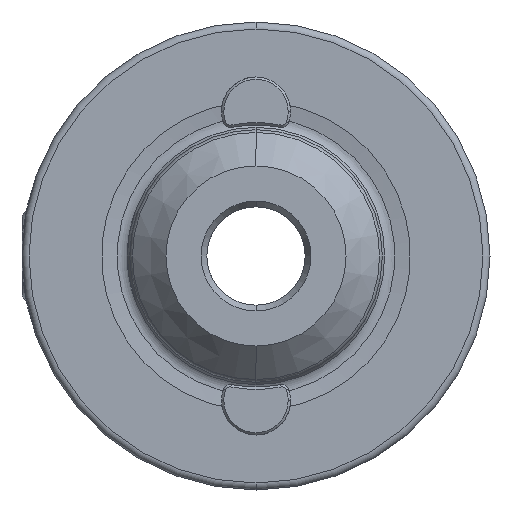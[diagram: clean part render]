
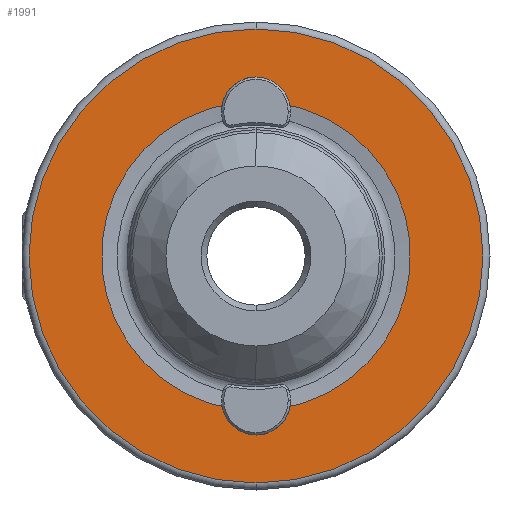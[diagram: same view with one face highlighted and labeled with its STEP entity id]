
A CAD part, left-side view. The second image highlights one B-rep face of the part: STEP entity #1991.
In plain terms, the highlighted planar face has unit normal (-1, 0, 0).
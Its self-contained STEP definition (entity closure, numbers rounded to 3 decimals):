
#107 = CIRCLE ( 'NONE', #918, 6.603 ) ;
#117 = DIRECTION ( 'NONE',  ( -1., 0., 0. ) ) ;
#145 = DIRECTION ( 'NONE',  ( -1., 0., 0. ) ) ;
#220 = DIRECTION ( 'NONE',  ( 0., 0., 1. ) ) ;
#227 = DIRECTION ( 'NONE',  ( -1., 0., 0. ) ) ;
#233 = DIRECTION ( 'NONE',  ( 0., 0., 1. ) ) ;
#237 = CARTESIAN_POINT ( 'NONE',  ( 0., 0.894, 6.543 ) ) ;
#239 = CARTESIAN_POINT ( 'NONE',  ( 0., 0., 0. ) ) ;
#365 = AXIS2_PLACEMENT_3D ( 'NONE', #858, #833, #821 ) ;
#487 = ORIENTED_EDGE ( 'NONE', *, *, #993, .F. ) ;
#527 = ORIENTED_EDGE ( 'NONE', *, *, #1286, .F. ) ;
#533 = ORIENTED_EDGE ( 'NONE', *, *, #780, .F. ) ;
#587 = CIRCLE ( 'NONE', #1571, 0.9 ) ;
#636 = DIRECTION ( 'NONE',  ( 0., 0., 1. ) ) ;
#647 = DIRECTION ( 'NONE',  ( -1., 0., 0. ) ) ;
#663 = CARTESIAN_POINT ( 'NONE',  ( 0., 0., 0. ) ) ;
#690 = CARTESIAN_POINT ( 'NONE',  ( 0., 0., -7.55 ) ) ;
#707 = ORIENTED_EDGE ( 'NONE', *, *, #2979, .F. ) ;
#763 = ORIENTED_EDGE ( 'NONE', *, *, #1020, .F. ) ;
#773 = VERTEX_POINT ( 'NONE', #1463 ) ;
#780 = EDGE_CURVE ( 'NONE', #3381, #773, #107, .T. ) ;
#811 = CARTESIAN_POINT ( 'NONE',  ( 0., 0., 7.55 ) ) ;
#821 = DIRECTION ( 'NONE',  ( 0., 0., -1. ) ) ;
#833 = DIRECTION ( 'NONE',  ( 1., 0., 0. ) ) ;
#840 = PLANE ( 'NONE',  #365 ) ;
#845 = CARTESIAN_POINT ( 'NONE',  ( 0., 0., -9.7 ) ) ;
#858 = CARTESIAN_POINT ( 'NONE',  ( 0., 0., -6.603 ) ) ;
#871 = ORIENTED_EDGE ( 'NONE', *, *, #2348, .T. ) ;
#918 = AXIS2_PLACEMENT_3D ( 'NONE', #1586, #3912, #1495 ) ;
#927 = ORIENTED_EDGE ( 'NONE', *, *, #1234, .T. ) ;
#993 = EDGE_CURVE ( 'NONE', #2024, #3254, #4327, .T. ) ;
#1020 = EDGE_CURVE ( 'NONE', #2920, #4448, #4250, .T. ) ;
#1234 = EDGE_CURVE ( 'NONE', #1999, #4325, #3976, .T. ) ;
#1236 = CARTESIAN_POINT ( 'NONE',  ( 0., 0., 9.7 ) ) ;
#1286 = EDGE_CURVE ( 'NONE', #773, #2024, #3777, .T. ) ;
#1462 = CARTESIAN_POINT ( 'NONE',  ( 0., 0., -6.65 ) ) ;
#1463 = CARTESIAN_POINT ( 'NONE',  ( 0., -0.894, 6.543 ) ) ;
#1495 = DIRECTION ( 'NONE',  ( 0., 0., 1. ) ) ;
#1571 = AXIS2_PLACEMENT_3D ( 'NONE', #2299, #2295, #2281 ) ;
#1586 = CARTESIAN_POINT ( 'NONE',  ( 0., 0., 0. ) ) ;
#1863 = CIRCLE ( 'NONE', #3756, 6.603 ) ;
#1991 = ADVANCED_FACE ( 'NONE', ( #2459, #2560 ), #840, .F. ) ;
#1999 = VERTEX_POINT ( 'NONE', #845 ) ;
#2024 = VERTEX_POINT ( 'NONE', #811 ) ;
#2248 = CIRCLE ( 'NONE', #4227, 9.7 ) ;
#2281 = DIRECTION ( 'NONE',  ( 0., 0., 1. ) ) ;
#2295 = DIRECTION ( 'NONE',  ( -1., 0., 0. ) ) ;
#2299 = CARTESIAN_POINT ( 'NONE',  ( 0., 0., -6.65 ) ) ;
#2348 = EDGE_CURVE ( 'NONE', #4325, #1999, #2248, .T. ) ;
#2459 = FACE_BOUND ( 'NONE', #2749, .T. ) ;
#2560 = FACE_OUTER_BOUND ( 'NONE', #4124, .T. ) ;
#2749 = EDGE_LOOP ( 'NONE', ( #3659, #487, #527, #533, #707, #763 ) ) ;
#2757 = CARTESIAN_POINT ( 'NONE',  ( 0., 0.894, -6.543 ) ) ;
#2802 = AXIS2_PLACEMENT_3D ( 'NONE', #3135, #3131, #3120 ) ;
#2920 = VERTEX_POINT ( 'NONE', #2757 ) ;
#2967 = AXIS2_PLACEMENT_3D ( 'NONE', #4103, #117, #233 ) ;
#2979 = EDGE_CURVE ( 'NONE', #4448, #3381, #587, .T. ) ;
#3029 = CARTESIAN_POINT ( 'NONE',  ( 0., -0.894, -6.543 ) ) ;
#3120 = DIRECTION ( 'NONE',  ( 0., 0., 1. ) ) ;
#3131 = DIRECTION ( 'NONE',  ( -1., 0., 0. ) ) ;
#3135 = CARTESIAN_POINT ( 'NONE',  ( 0., 0., 6.65 ) ) ;
#3254 = VERTEX_POINT ( 'NONE', #237 ) ;
#3381 = VERTEX_POINT ( 'NONE', #3029 ) ;
#3597 = CARTESIAN_POINT ( 'NONE',  ( 0., 0., 6.65 ) ) ;
#3609 = DIRECTION ( 'NONE',  ( -1., 0., 0. ) ) ;
#3659 = ORIENTED_EDGE ( 'NONE', *, *, #4420, .F. ) ;
#3681 = AXIS2_PLACEMENT_3D ( 'NONE', #1462, #145, #3697 ) ;
#3697 = DIRECTION ( 'NONE',  ( 0., 0., 1. ) ) ;
#3704 = DIRECTION ( 'NONE',  ( 0., 0., 1. ) ) ;
#3733 = AXIS2_PLACEMENT_3D ( 'NONE', #3597, #3609, #3704 ) ;
#3756 = AXIS2_PLACEMENT_3D ( 'NONE', #663, #647, #636 ) ;
#3777 = CIRCLE ( 'NONE', #2802, 0.9 ) ;
#3912 = DIRECTION ( 'NONE',  ( -1., 0., 0. ) ) ;
#3976 = CIRCLE ( 'NONE', #2967, 9.7 ) ;
#4103 = CARTESIAN_POINT ( 'NONE',  ( 0., 0., 0. ) ) ;
#4124 = EDGE_LOOP ( 'NONE', ( #871, #927 ) ) ;
#4227 = AXIS2_PLACEMENT_3D ( 'NONE', #239, #227, #220 ) ;
#4250 = CIRCLE ( 'NONE', #3681, 0.9 ) ;
#4325 = VERTEX_POINT ( 'NONE', #1236 ) ;
#4327 = CIRCLE ( 'NONE', #3733, 0.9 ) ;
#4420 = EDGE_CURVE ( 'NONE', #3254, #2920, #1863, .T. ) ;
#4448 = VERTEX_POINT ( 'NONE', #690 ) ;
